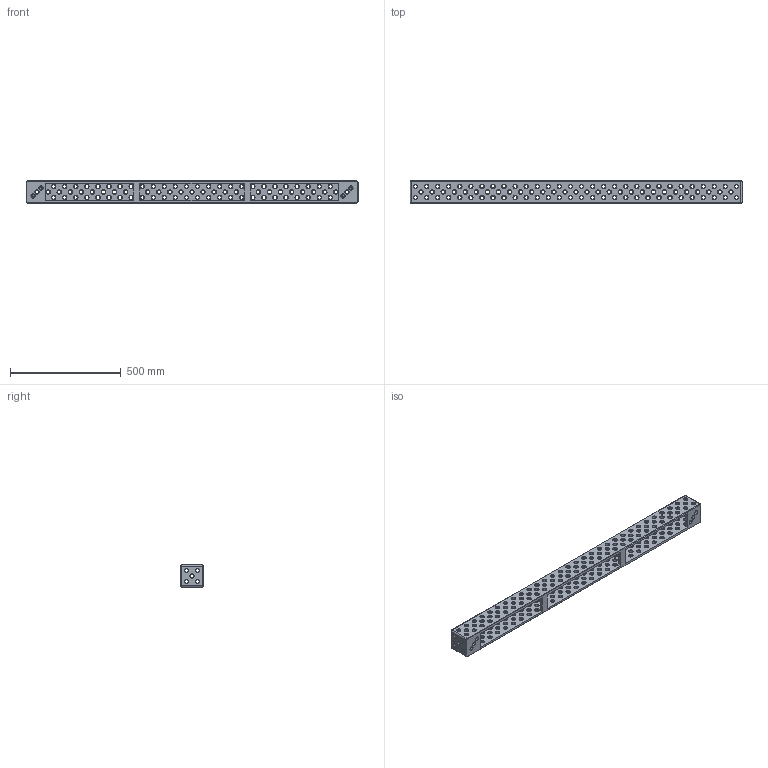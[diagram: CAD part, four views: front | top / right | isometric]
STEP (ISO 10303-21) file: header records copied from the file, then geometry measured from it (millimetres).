
FILE_DESCRIPTION (( 'STEP AP203' ), '1' );
FILE_NAME ('160380_1500x100x100.step', '2014-08-11T15:31:31', ( 'User' ), ( '' ), 'SwSTEP 2.0', 'SolidWorks 2014', '' );
FILE_SCHEMA (( 'CONFIG_CONTROL_DESIGN' ));
Products named in the file (1): 160380_1500x100x100
Bounding box: 1500 x 100 x 100 mm (x, y, z)
Volume: 4568741.7 mm3; surface area: 944377.8 mm2
Topology: 1 solids, 1 shells, 1739 faces, 4066 edges, 2328 vertices
Faces by surface type: cone 582, cylinder 574, torus 558, plane 25
Entity records: 51095 total; most frequent: DIRECTION 10388, CARTESIAN_POINT 8134, ORIENTED_EDGE 8132, AXIS2_PLACEMENT_3D 4582, EDGE_CURVE 4066, CIRCLE 2842, VERTEX_POINT 2328, EDGE_LOOP 2308
